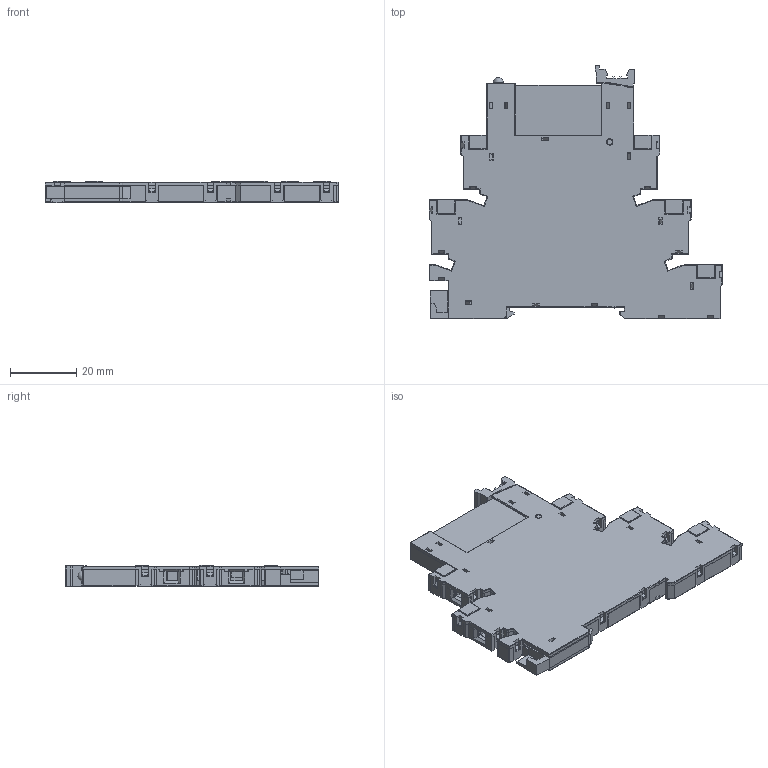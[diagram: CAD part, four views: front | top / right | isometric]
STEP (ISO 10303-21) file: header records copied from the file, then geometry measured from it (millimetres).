
FILE_DESCRIPTION(/* description */ (''),/* implementation_level */ '2;1');
FILE_NAME(/* name */ '41F-1Z-C2zujian_stp.stp',/* time_stamp */ '2022-04-19T13:59:06+08:00',/* author */ (''),/* organization */ (''),/* preprocessor_version */ 'ST-DEVELOPER v16.7',/* originating_system */ 'SIEMENS PLM Software NX 1942',/* authorisation */ '');
FILE_SCHEMA (('AUTOMOTIVE_DESIGN { 1 0 10303 214 3 1 1 1 }'));
Length unit declared in the file: millimetre
Products named in the file (10): 89331050000; 45285170036_a_stp; 89140016000; 86050030000; 827200030001195; 82050007000; 89360002000; 80720188000; 55680007000_PCB4; 41F-1Z-C2zujian_stp
Assembly tree (17 placements, depth 3):
  41F-1Z-C2zujian_stp
    80720188000
    89360002000  x5
    82050007000
    827200030001195
    86050030000
    55680007000_PCB4
      89331050000
    89140016000  x5
    45285170036_a_stp
Bounding box: 88.5 x 76.4 x 6.4 mm (x, y, z)
Volume: 25989.6 mm3; surface area: 27692.8 mm2
Topology: 18 solids, 18 shells, 2062 faces, 5590 edges, 3585 vertices
Faces by surface type: plane 1689, cylinder 328, torus 18, sphere 18, cone 9
Full cylindrical faces by diameter (mm): 1.2 x5, 1.8 x1, 2 x6, 2.4 x5, 2.459 x5, 2.7 x5, 2.8 x5, 3 x7, 3.8 x10
Entity records: 57875 total; most frequent: CARTESIAN_POINT 10179, ORIENTED_EDGE 10060, DIRECTION 9268, EDGE_CURVE 5030, LINE 4560, VECTOR 4560, VERTEX_POINT 3243, AXIS2_PLACEMENT_3D 2354
